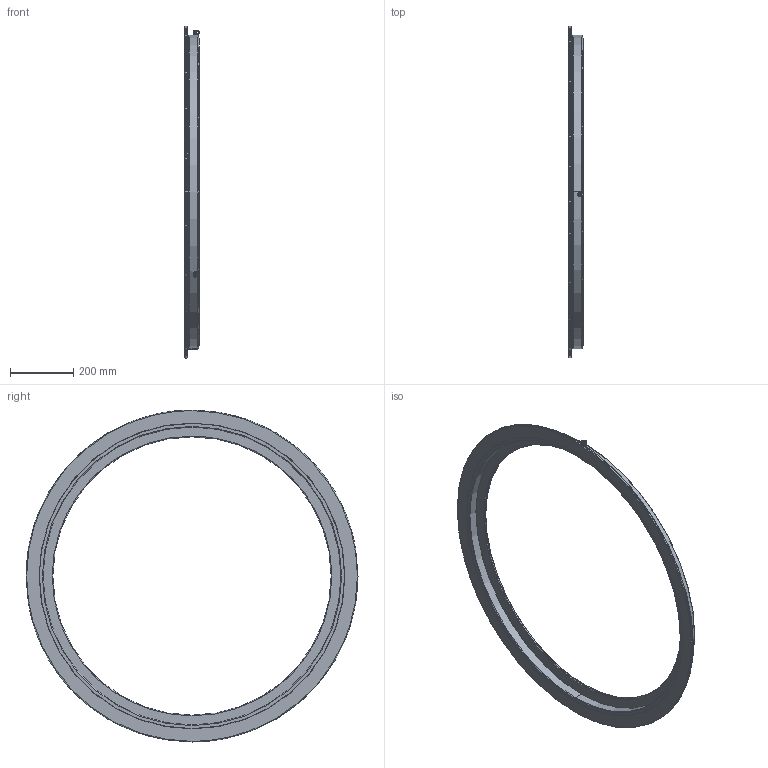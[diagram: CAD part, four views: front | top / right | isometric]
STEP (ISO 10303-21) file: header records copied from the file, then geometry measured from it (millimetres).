
FILE_DESCRIPTION (( 'STEP AP214' ), '1' );
FILE_NAME ('0010103_1050-L.step', '2017-11-03T09:51:15', ( '' ), ( '' ), 'SwSTEP 2.0', 'SolidWorks 2016', '' );
FILE_SCHEMA (( 'AUTOMOTIVE_DESIGN' ));
Length unit declared in the file: millimetre
Products named in the file (9): 000012003; KLK-1200-025_V; DK-750_V01; SCHWEISSNAHT_KLK-1170; KLK-1300-025; JS-1101-021; KLK-1901-001; 0010103_1050-L; NT-0004300
Assembly tree (13 placements, depth 2):
  0010103_1050-L
    000012003  x2
    NT-0004300  x3
    SCHWEISSNAHT_KLK-1170
    DK-750_V01
    JS-1101-021  x3
    KLK-1300-025
    KLK-1901-001
    KLK-1200-025_V
Bounding box: 45.08 x 1050 x 1050 mm (x, y, z)
Volume: 3878896.4 mm3; surface area: 1090620.2 mm2
Topology: 13 solids, 13 shells, 1101 faces, 3043 edges, 2008 vertices
Faces by surface type: plane 808, cylinder 142, cone 80, torus 43, bspline 28
Entity records: 35527 total; most frequent: CARTESIAN_POINT 12329, ORIENTED_EDGE 5322, DIRECTION 4072, EDGE_CURVE 2661, VERTEX_POINT 1764, AXIS2_PLACEMENT_3D 1425, VECTOR 1222, LINE 1222
